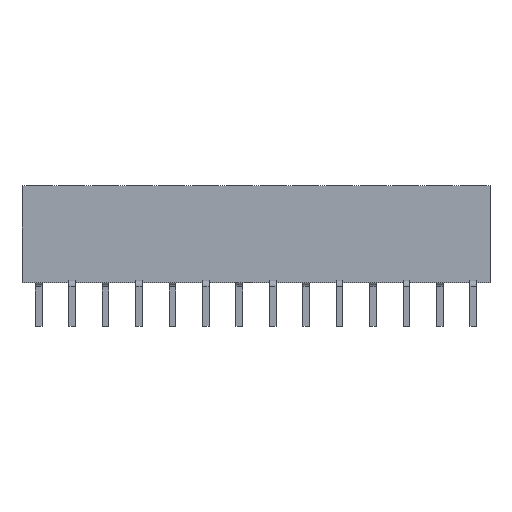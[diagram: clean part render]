
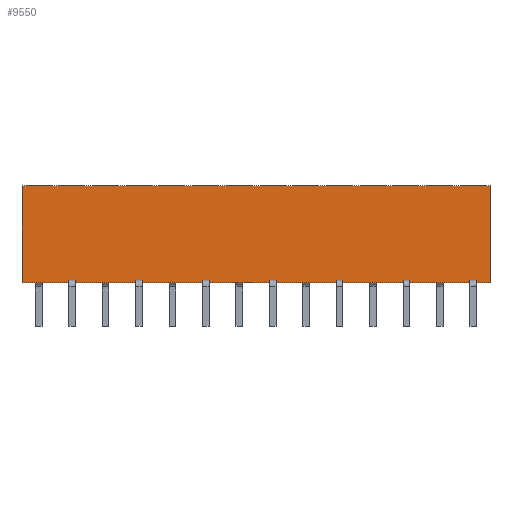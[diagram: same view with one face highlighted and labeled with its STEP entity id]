
A CAD part, top view. The second image highlights one B-rep face of the part: STEP entity #9550.
In plain terms, the highlighted planar face has unit normal (0, 0, 1).
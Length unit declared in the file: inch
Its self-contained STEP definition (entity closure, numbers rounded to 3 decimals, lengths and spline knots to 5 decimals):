
#315=ORIENTED_EDGE('',*,*,#3140,.T.);
#316=ORIENTED_EDGE('',*,*,#3141,.F.);
#317=ORIENTED_EDGE('',*,*,#3077,.F.);
#318=ORIENTED_EDGE('',*,*,#3139,.T.);
#3077=EDGE_CURVE('',#4491,#4492,#5415,.T.);
#3139=EDGE_CURVE('',#4491,#4551,#5477,.T.);
#3140=EDGE_CURVE('',#4551,#4552,#5478,.T.);
#3141=EDGE_CURVE('',#4492,#4552,#5479,.T.);
#4491=VERTEX_POINT('',#13280);
#4492=VERTEX_POINT('',#13282);
#4551=VERTEX_POINT('',#13404);
#4552=VERTEX_POINT('',#13408);
#5415=LINE('',#13281,#6689);
#5477=LINE('',#13405,#6751);
#5478=LINE('',#13407,#6752);
#5479=LINE('',#13409,#6753);
#6689=VECTOR('',#10726,39.37008);
#6751=VECTOR('',#10792,39.37008);
#6752=VECTOR('',#10795,39.37008);
#6753=VECTOR('',#10796,39.37008);
#7978=EDGE_LOOP('',(#315,#316,#317,#318));
#8558=FACE_BOUND('',#7978,.T.);
#9124=PLANE('',#10084);
#9550=ADVANCED_FACE('',(#8558),#9124,.F.);
#10084=AXIS2_PLACEMENT_3D('',#13406,#10793,#10794);
#10726=DIRECTION('',(1.,0.,0.));
#10792=DIRECTION('',(0.,-1.,0.));
#10793=DIRECTION('',(0.,0.,-1.));
#10794=DIRECTION('',(-1.,0.,0.));
#10795=DIRECTION('',(1.,0.,0.));
#10796=DIRECTION('',(0.,-1.,0.));
#13280=CARTESIAN_POINT('',(-0.7,0.29,0.05));
#13281=CARTESIAN_POINT('',(-0.7,0.29,0.05));
#13282=CARTESIAN_POINT('',(0.7,0.29,0.05));
#13404=CARTESIAN_POINT('',(-0.7,0.,0.05));
#13405=CARTESIAN_POINT('',(-0.7,0.29,0.05));
#13406=CARTESIAN_POINT('',(-0.7,0.29,0.05));
#13407=CARTESIAN_POINT('',(-0.7,0.,0.05));
#13408=CARTESIAN_POINT('',(0.7,0.,0.05));
#13409=CARTESIAN_POINT('',(0.7,0.29,0.05));
